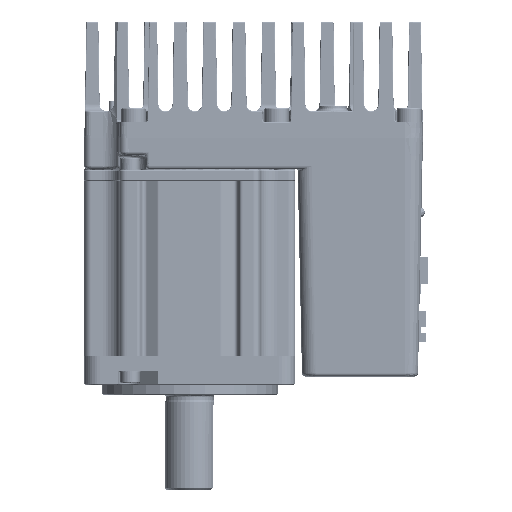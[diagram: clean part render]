
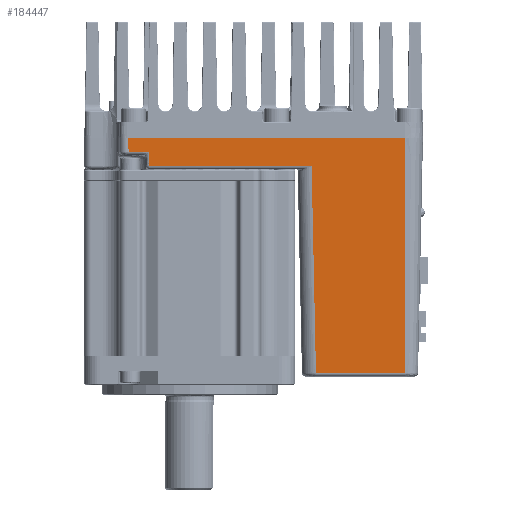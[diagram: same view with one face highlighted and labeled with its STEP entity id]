
A CAD part, front view. The second image highlights one B-rep face of the part: STEP entity #184447.
In plain terms, the highlighted planar face has unit normal (0, -1, -0.021).
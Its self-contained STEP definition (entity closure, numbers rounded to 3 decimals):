
#12261 = DIRECTION ( 'NONE',  ( 0., -0.021, 1. ) ) ;
#26265 = ORIENTED_EDGE ( 'NONE', *, *, #277286, .T. ) ;
#32949 = VERTEX_POINT ( 'NONE', #258017 ) ;
#42184 = LINE ( 'NONE', #145499, #289417 ) ;
#55532 = CARTESIAN_POINT ( 'NONE',  ( -65.989, 118.894, 119.244 ) ) ;
#58157 = CARTESIAN_POINT ( 'NONE',  ( -65.35, 118.973, 115.448 ) ) ;
#68080 = AXIS2_PLACEMENT_3D ( 'NONE', #87228, #316899, #120296 ) ;
#71926 = DIRECTION ( 'NONE',  ( 1., 0., 0. ) ) ;
#75816 = VERTEX_POINT ( 'NONE', #394997 ) ;
#77122 = ORIENTED_EDGE ( 'NONE', *, *, #322490, .F. ) ;
#83848 = VECTOR ( 'NONE', #403155, 1000. ) ;
#87228 = CARTESIAN_POINT ( 'NONE',  ( -65.989, 118.869, 120.448 ) ) ;
#88477 = DIRECTION ( 'NONE',  ( -1., 0., 0. ) ) ;
#90340 = CARTESIAN_POINT ( 'NONE',  ( -65.35, 118.973, 115.448 ) ) ;
#95375 = VERTEX_POINT ( 'NONE', #172107 ) ;
#98586 = CARTESIAN_POINT ( 'NONE',  ( -65.35, 118.974, 115.441 ) ) ;
#109362 = EDGE_CURVE ( 'NONE', #153588, #420950, #42184, .T. ) ;
#114017 = VERTEX_POINT ( 'NONE', #283496 ) ;
#120296 = DIRECTION ( 'NONE',  ( 0., 0.021, -1. ) ) ;
#120710 = EDGE_CURVE ( 'NONE', #420950, #279644, #261178, .T. ) ;
#138836 = CARTESIAN_POINT ( 'NONE',  ( -12.065, 120.293, 52.427 ) ) ;
#141146 = CARTESIAN_POINT ( 'NONE',  ( -59.498, 118.974, 115.427 ) ) ;
#145499 = CARTESIAN_POINT ( 'NONE',  ( -65.989, 120.293, 52.427 ) ) ;
#153588 = VERTEX_POINT ( 'NONE', #138836 ) ;
#156299 =( BOUNDED_CURVE ( )  B_SPLINE_CURVE ( 3, ( #188913, #385142, #254893, #58157 ),
 .UNSPECIFIED., .F., .F. ) 
 B_SPLINE_CURVE_WITH_KNOTS ( ( 4, 4 ),
 ( 3.301, 3.467 ),
 .UNSPECIFIED. ) 
 CURVE ( )  GEOMETRIC_REPRESENTATION_ITEM ( )  RATIONAL_B_SPLINE_CURVE ( ( 1., 0.998, 0.998, 1. ) ) 
 REPRESENTATION_ITEM ( '' )  );
#159325 = VECTOR ( 'NONE', #233171, 1000. ) ;
#165729 = CARTESIAN_POINT ( 'NONE',  ( -65.989, 119.058, 111.427 ) ) ;
#172107 = CARTESIAN_POINT ( 'NONE',  ( -65.35, 118.974, 115.427 ) ) ;
#184447 = ADVANCED_FACE ( 'NONE', ( #397045 ), #381255, .T. ) ;
#188913 = CARTESIAN_POINT ( 'NONE',  ( -65.673, 118.894, 119.244 ) ) ;
#205492 = ORIENTED_EDGE ( 'NONE', *, *, #382041, .F. ) ;
#206233 = ORIENTED_EDGE ( 'NONE', *, *, #400503, .T. ) ;
#207262 = VECTOR ( 'NONE', #71926, 1000. ) ;
#207761 = ORIENTED_EDGE ( 'NONE', *, *, #422488, .T. ) ;
#211546 = DIRECTION ( 'NONE',  ( 1., 0., 0. ) ) ;
#222089 = LINE ( 'NONE', #404803, #396046 ) ;
#224214 = EDGE_LOOP ( 'NONE', ( #77122, #264445, #349375, #207761, #206233, #205492, #386180, #26265, #250774 ) ) ;
#228019 = CARTESIAN_POINT ( 'NONE',  ( -65.35, 118.974, 115.427 ) ) ;
#233056 = VECTOR ( 'NONE', #88477, 1000. ) ;
#233171 = DIRECTION ( 'NONE',  ( 1., 0., 0. ) ) ;
#235760 = CARTESIAN_POINT ( 'NONE',  ( -65.989, 118.974, 115.427 ) ) ;
#250774 = ORIENTED_EDGE ( 'NONE', *, *, #424403, .T. ) ;
#254893 = CARTESIAN_POINT ( 'NONE',  ( -65.456, 118.938, 117.138 ) ) ;
#258017 = CARTESIAN_POINT ( 'NONE',  ( -13.301, 119.058, 111.427 ) ) ;
#261178 = LINE ( 'NONE', #337845, #348243 ) ;
#264445 = ORIENTED_EDGE ( 'NONE', *, *, #109362, .T. ) ;
#272462 = VERTEX_POINT ( 'NONE', #419330 ) ;
#273474 = CARTESIAN_POINT ( 'NONE',  ( 13.416, 120.293, 52.427 ) ) ;
#277286 = EDGE_CURVE ( 'NONE', #114017, #75816, #345699, .T. ) ;
#279644 = VERTEX_POINT ( 'NONE', #385634 ) ;
#283496 = CARTESIAN_POINT ( 'NONE',  ( -59.498, 118.974, 115.427 ) ) ;
#289417 = VECTOR ( 'NONE', #211546, 1000. ) ;
#316899 = DIRECTION ( 'NONE',  ( 0., -1., -0.021 ) ) ;
#321844 = VERTEX_POINT ( 'NONE', #90340 ) ;
#322490 = EDGE_CURVE ( 'NONE', #153588, #32949, #222089, .T. ) ;
#328198 = CARTESIAN_POINT ( 'NONE',  ( -65.35, 118.973, 115.448 ) ) ;
#330467 = LINE ( 'NONE', #55532, #233056 ) ;
#333692 = LINE ( 'NONE', #165729, #159325 ) ;
#334891 = EDGE_CURVE ( 'NONE', #95375, #114017, #391636, .T. ) ;
#337845 = CARTESIAN_POINT ( 'NONE',  ( 13.416, 118.869, 120.448 ) ) ;
#345699 = LINE ( 'NONE', #141146, #83848 ) ;
#348243 = VECTOR ( 'NONE', #12261, 1000. ) ;
#349375 = ORIENTED_EDGE ( 'NONE', *, *, #120710, .T. ) ;
#381255 = PLANE ( 'NONE',  #68080 ) ;
#382041 = EDGE_CURVE ( 'NONE', #95375, #321844, #391060, .T. ) ;
#385142 = CARTESIAN_POINT ( 'NONE',  ( -65.563, 118.911, 118.406 ) ) ;
#385634 = CARTESIAN_POINT ( 'NONE',  ( 13.416, 118.894, 119.244 ) ) ;
#386180 = ORIENTED_EDGE ( 'NONE', *, *, #334891, .T. ) ;
#391060 = B_SPLINE_CURVE_WITH_KNOTS ( 'NONE', 3,
 ( #228019, #423903, #98586, #328198 ),
 .UNSPECIFIED., .F., .F.,
 ( 4, 4 ),
 ( 0., 0. ),
 .UNSPECIFIED. ) ;
#391636 = LINE ( 'NONE', #235760, #207262 ) ;
#394997 = CARTESIAN_POINT ( 'NONE',  ( -59.47, 119.058, 111.427 ) ) ;
#396046 = VECTOR ( 'NONE', #401932, 1000. ) ;
#397045 = FACE_OUTER_BOUND ( 'NONE', #224214, .T. ) ;
#400503 = EDGE_CURVE ( 'NONE', #272462, #321844, #156299, .T. ) ;
#401932 = DIRECTION ( 'NONE',  ( -0.021, -0.021, 1. ) ) ;
#403155 = DIRECTION ( 'NONE',  ( 0.007, 0.021, -1. ) ) ;
#404803 = CARTESIAN_POINT ( 'NONE',  ( -13.466, 118.892, 119.318 ) ) ;
#419330 = CARTESIAN_POINT ( 'NONE',  ( -65.673, 118.894, 119.244 ) ) ;
#420950 = VERTEX_POINT ( 'NONE', #273474 ) ;
#422488 = EDGE_CURVE ( 'NONE', #279644, #272462, #330467, .T. ) ;
#423903 = CARTESIAN_POINT ( 'NONE',  ( -65.35, 118.974, 115.434 ) ) ;
#424403 = EDGE_CURVE ( 'NONE', #75816, #32949, #333692, .T. ) ;
